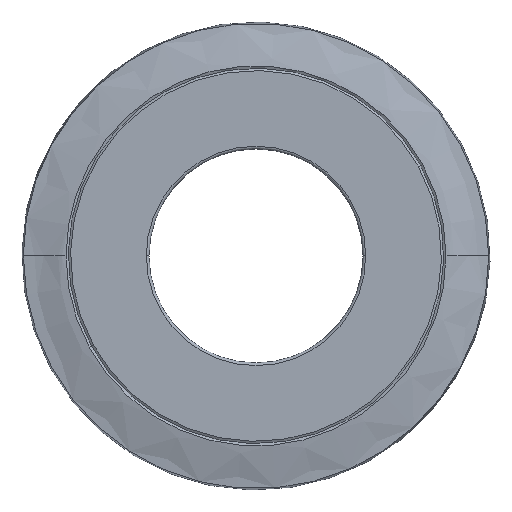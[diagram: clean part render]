
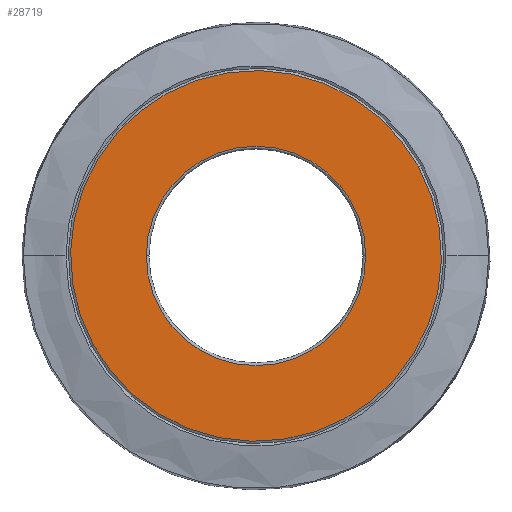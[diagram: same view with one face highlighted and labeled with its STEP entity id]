
A CAD part, top view. The second image highlights one B-rep face of the part: STEP entity #28719.
In plain terms, the highlighted planar face has unit normal (0, 0, 1).
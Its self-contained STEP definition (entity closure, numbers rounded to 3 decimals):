
#24826=AXIS2_PLACEMENT_3D('Circle Axis2P3D',#24824,#24825,$) ;
#24843=AXIS2_PLACEMENT_3D('Circle Axis2P3D',#24841,#24842,$) ;
#28695=AXIS2_PLACEMENT_3D('Plane Axis2P3D',#28692,#28693,#28694) ;
#28699=AXIS2_PLACEMENT_3D('Circle Axis2P3D',#28697,#28698,$) ;
#28708=AXIS2_PLACEMENT_3D('Circle Axis2P3D',#28706,#28707,$) ;
#24814=CARTESIAN_POINT('Vertex',(-12.416,0.,9.5)) ;
#24821=CARTESIAN_POINT('Vertex',(12.416,0.,9.5)) ;
#24824=CARTESIAN_POINT('Axis2P3D Location',(0.,0.,9.5)) ;
#24841=CARTESIAN_POINT('Axis2P3D Location',(0.,0.,9.5)) ;
#28692=CARTESIAN_POINT('Axis2P3D Location',(0.,0.,9.5)) ;
#28697=CARTESIAN_POINT('Axis2P3D Location',(0.,0.,9.5)) ;
#28701=CARTESIAN_POINT('Vertex',(-18.421,-10.063,9.5)) ;
#28703=CARTESIAN_POINT('Vertex',(18.421,10.063,9.5)) ;
#28706=CARTESIAN_POINT('Axis2P3D Location',(0.,0.,9.5)) ;
#24825=DIRECTION('Axis2P3D Direction',(-0.,0.,-1.)) ;
#24842=DIRECTION('Axis2P3D Direction',(0.,0.,-1.)) ;
#28693=DIRECTION('Axis2P3D Direction',(0.,0.,-1.)) ;
#28694=DIRECTION('Axis2P3D XDirection',(0.,1.,0.)) ;
#28698=DIRECTION('Axis2P3D Direction',(0.,0.,-1.)) ;
#28707=DIRECTION('Axis2P3D Direction',(0.,0.,-1.)) ;
#28712=ORIENTED_EDGE('',*,*,#28705,.F.) ;
#28713=ORIENTED_EDGE('',*,*,#28710,.F.) ;
#28716=ORIENTED_EDGE('',*,*,#24845,.T.) ;
#28717=ORIENTED_EDGE('',*,*,#24828,.T.) ;
#28718=FACE_BOUND('',#28715,.T.) ;
#28719=ADVANCED_FACE('ED02511_A.1\\Corps principal Enjo JACK 3,5',(#28714,#28718),#28696,.F.) ;
#24827=CIRCLE('generated circle',#24826,12.416) ;
#24844=CIRCLE('generated circle',#24843,12.416) ;
#28700=CIRCLE('generated circle',#28699,20.99) ;
#28709=CIRCLE('generated circle',#28708,20.99) ;
#24828=EDGE_CURVE('',#24815,#24822,#24827,.T.) ;
#24845=EDGE_CURVE('',#24822,#24815,#24844,.T.) ;
#28705=EDGE_CURVE('',#28702,#28704,#28700,.T.) ;
#28710=EDGE_CURVE('',#28704,#28702,#28709,.T.) ;
#28711=EDGE_LOOP('',(#28712,#28713)) ;
#28715=EDGE_LOOP('',(#28716,#28717)) ;
#28714=FACE_OUTER_BOUND('',#28711,.T.) ;
#28696=PLANE('',#28695) ;
#24815=VERTEX_POINT('',#24814) ;
#24822=VERTEX_POINT('',#24821) ;
#28702=VERTEX_POINT('',#28701) ;
#28704=VERTEX_POINT('',#28703) ;
